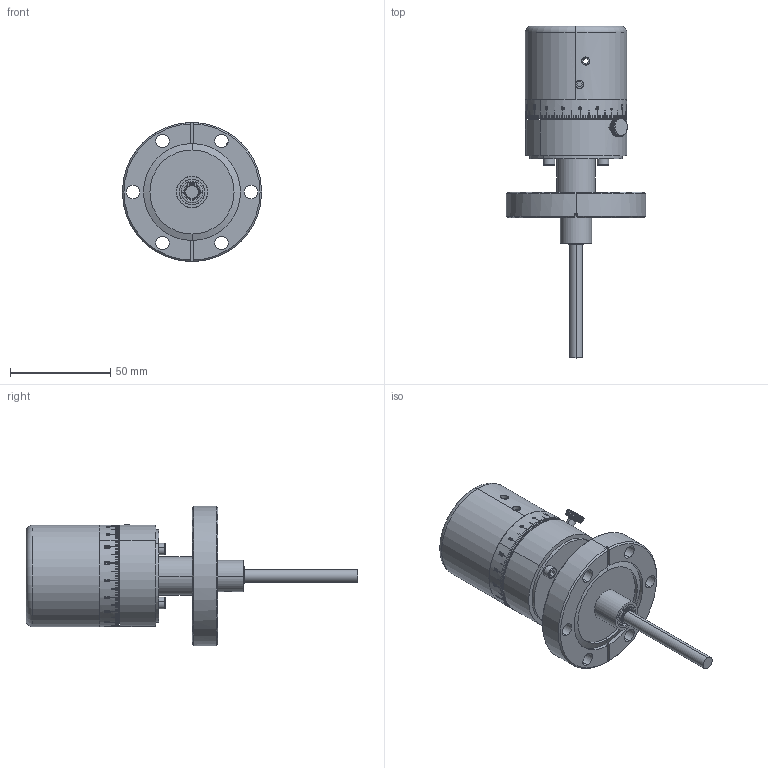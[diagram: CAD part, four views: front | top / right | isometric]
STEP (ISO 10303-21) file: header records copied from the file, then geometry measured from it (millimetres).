
FILE_DESCRIPTION (( 'STEP AP214' ), '1' );
FILE_NAME ('FPRM-133(275)-25_CL, AP214.STEP', '2021-07-07T20:49:56', ( '' ), ( '' ), 'SwSTEP 2.0', 'SolidWorks 2010', '' );
FILE_SCHEMA (( 'AUTOMOTIVE_DESIGN' ));
Length unit declared in the file: inch
Products named in the file (1): FPRM-133(275)-25_CL, AP214
Bounding box: 69.34 x 165.35 x 69.34 mm (x, y, z)
Surface area: 37845.8 mm2 (no closed solid volume)
Topology: 0 solids, 57 shells, 436 faces, 3393 edges, 2772 vertices
Faces by surface type: cylinder 185, plane 170, bspline 51, cone 24, torus 6
Entity records: 52625 total; most frequent: CARTESIAN_POINT 24297, ORIENTED_EDGE 4279, DIRECTION 3958, EDGE_CURVE 3389, VERTEX_POINT 2772, LINE 1558, VECTOR 1558, AXIS2_PLACEMENT_3D 1200
